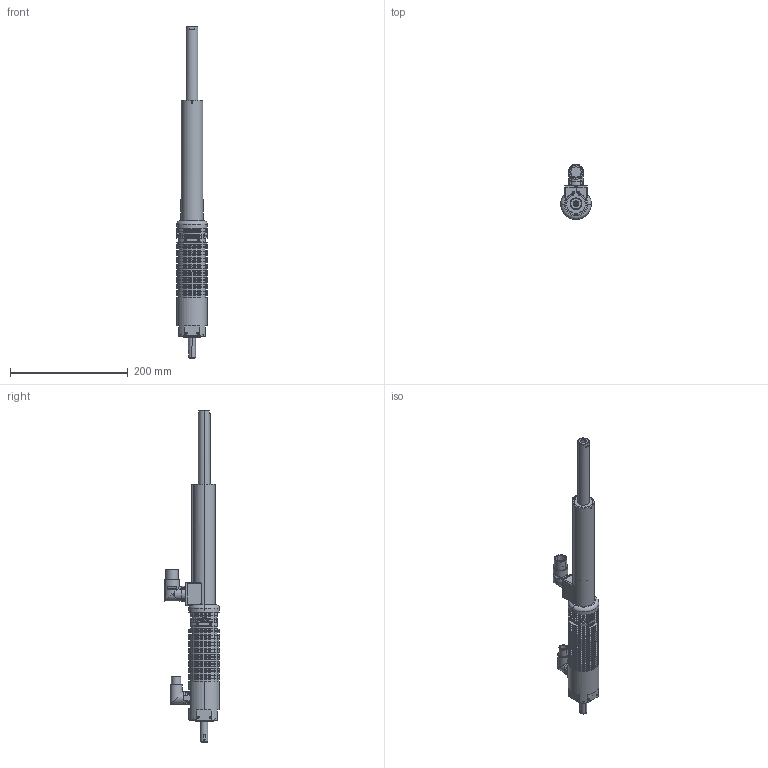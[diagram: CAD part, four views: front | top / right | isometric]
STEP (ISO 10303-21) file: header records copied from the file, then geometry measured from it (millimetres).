
FILE_DESCRIPTION (( 'STEP AP214' ), '1' );
FILE_NAME ('0186-0436_200226_PR01-52x60-R!37x120F-HP-C-100-L.STEP', '2020-02-26T10:19:38', ( '' ), ( '' ), 'SwSTEP 2.0', 'SolidWorks 2019', '' );
FILE_SCHEMA (( 'AUTOMOTIVE_DESIGN' ));
Length unit declared in the file: millimetre
Products named in the file (3): Stator-RS01-52x60; 0186-0436_200226_PR01-52x60-R!37x120F-HP-C-100-L; PL01+DA12-100-L
Assembly tree (2 placements, depth 2):
  0186-0436_200226_PR01-52x60-R!37x120F-HP-C-100-L
    Stator-RS01-52x60
    PL01+DA12-100-L
Bounding box: 52 x 93.4 x 564.1 mm (x, y, z)
Volume: 671107.9 mm3; surface area: 174654.9 mm2
Topology: 2 solids, 15 shells, 1339 faces, 3293 edges, 2029 vertices
Faces by surface type: cylinder 571, plane 502, cone 136, torus 67, bspline 51, sphere 12
Entity records: 58372 total; most frequent: CARTESIAN_POINT 12444, DIRECTION 6601, ORIENTED_EDGE 6442, EDGE_CURVE 3221, AXIS2_PLACEMENT_3D 2612, VERTEX_POINT 2029, EDGE_LOOP 1498, VECTOR 1377
